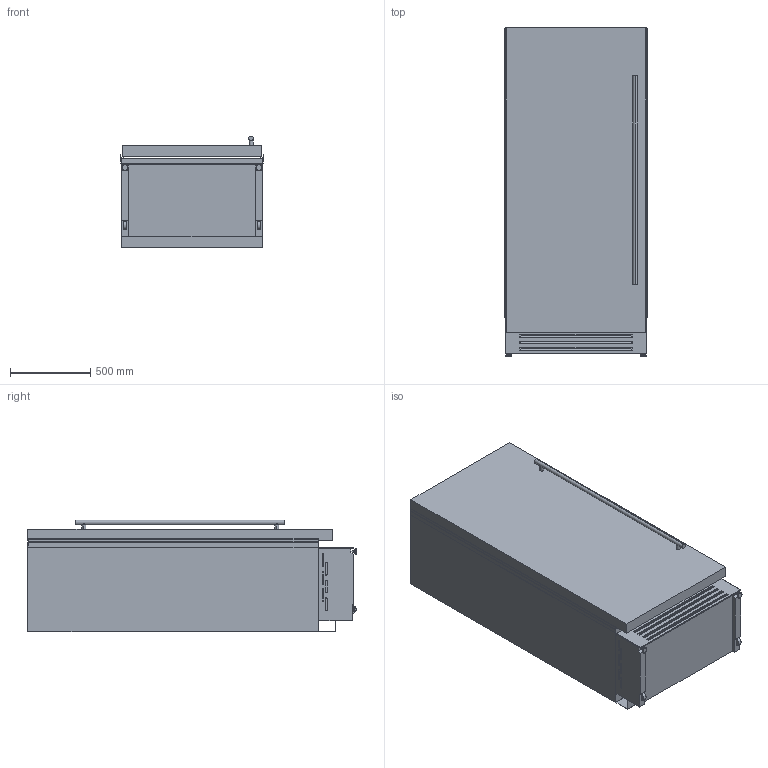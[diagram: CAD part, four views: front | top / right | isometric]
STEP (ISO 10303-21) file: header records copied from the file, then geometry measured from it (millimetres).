
FILE_DESCRIPTION (( 'STEP AP214' ), '1' );
FILE_NAME ('KS_899_0F_R_6.STEP', '2017-07-07T09:17:52', ( '' ), ( '' ), 'SwSTEP 2.0', 'SolidWorks 2013', '' );
FILE_SCHEMA (( 'AUTOMOTIVE_DESIGN' ));
Length unit declared in the file: millimetre
Products named in the file (1): KS_899_0F_R_6
Bounding box: 899 x 2050 x 699 mm (x, y, z)
Volume: 1096260431.4 mm3; surface area: 11963864 mm2
Topology: 5 solids, 5 shells, 333 faces, 859 edges, 564 vertices
Faces by surface type: plane 227, cylinder 90, torus 12, cone 4
Entity records: 10375 total; most frequent: CARTESIAN_POINT 1965, DIRECTION 1723, ORIENTED_EDGE 1718, EDGE_CURVE 859, VECTOR 647, LINE 647, VERTEX_POINT 564, AXIS2_PLACEMENT_3D 538
